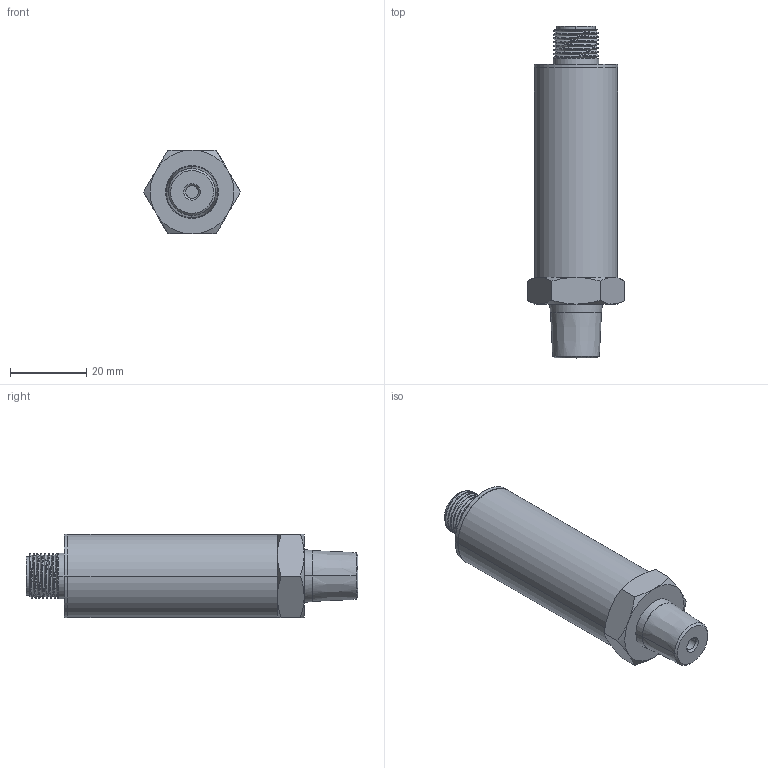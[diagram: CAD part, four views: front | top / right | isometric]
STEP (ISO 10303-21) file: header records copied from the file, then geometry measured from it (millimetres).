
FILE_DESCRIPTION(('Creo Elements/Direct Modeling STEP Export'),'2;1');
FILE_NAME('GS4003B0700AM.stp','2019-05-01T10:11:13',(''),(''),'PTC Creo Elements/Direct Modeling STEP processor for AP214 (Solid Model)','PTC Creo Elements/Direct Modeling 19.0E 27-Jun-2016 (C) Parametric Technology GmbH','');
FILE_SCHEMA(('AUTOMOTIVE_DESIGN { 1 0 10303 214 1 1 1 1 }'));
Length unit declared in the file: millimetre
Products named in the file (1): GS4003B0700AM_STP
Bounding box: 25.4 x 87.13 x 22 mm (x, y, z)
Surface area: 7066.9 mm2 (no closed solid volume)
Topology: 0 solids, 1 shells, 79 faces, 221 edges, 141 vertices
Faces by surface type: cylinder 23, plane 23, cone 18, torus 8, bspline 7
Entity records: 5505 total; most frequent: CARTESIAN_POINT 3556, ORIENTED_EDGE 406, DIRECTION 265, EDGE_CURVE 221, VERTEX_POINT 141, AXIS2_PLACEMENT_3D 112, EDGE_LOOP 92, FACE_OUTER_BOUND 79
